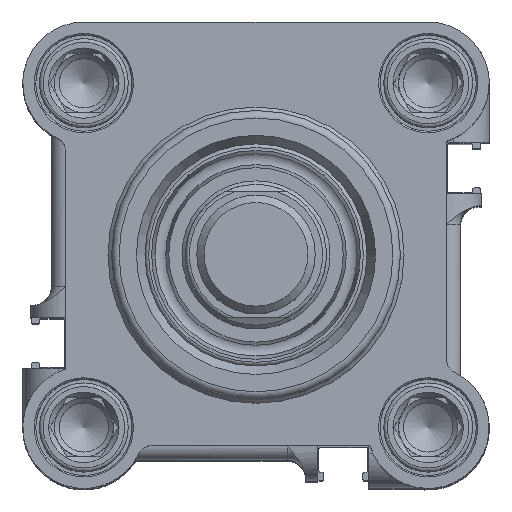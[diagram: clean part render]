
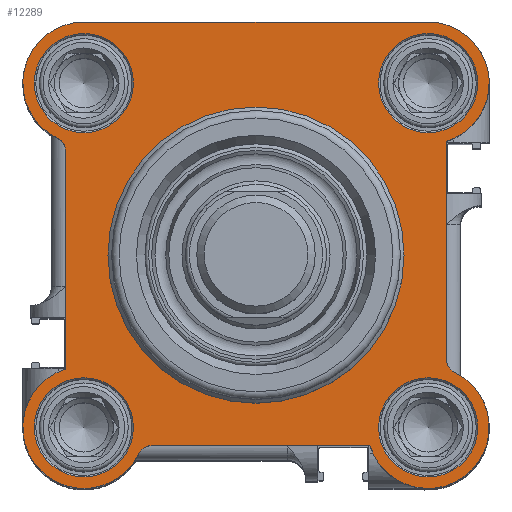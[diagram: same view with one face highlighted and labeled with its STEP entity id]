
A CAD part, top view. The second image highlights one B-rep face of the part: STEP entity #12289.
In plain terms, the highlighted planar face has unit normal (0, 0, 1).
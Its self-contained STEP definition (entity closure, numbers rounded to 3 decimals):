
#484=FACE_BOUND('',#2633,.T.);
#485=FACE_BOUND('',#2634,.T.);
#486=FACE_BOUND('',#2635,.T.);
#487=FACE_BOUND('',#2636,.T.);
#488=FACE_BOUND('',#2637,.T.);
#1000=PLANE('',#13464);
#1557=FACE_OUTER_BOUND('',#2632,.T.);
#2632=EDGE_LOOP('',(#9502,#9503,#9504,#9505,#9506,#9507,#9508,#9509,#9510,
#9511,#9512));
#2633=EDGE_LOOP('',(#9513));
#2634=EDGE_LOOP('',(#9514));
#2635=EDGE_LOOP('',(#9515));
#2636=EDGE_LOOP('',(#9516));
#2637=EDGE_LOOP('',(#9517));
#3822=LINE('',#20234,#4486);
#3826=LINE('',#20241,#4490);
#3840=LINE('',#20290,#4504);
#3841=LINE('',#20293,#4505);
#4486=VECTOR('',#15826,29.389);
#4490=VECTOR('',#15832,29.389);
#4504=VECTOR('',#15878,29.389);
#4505=VECTOR('',#15881,46.5);
#5212=CIRCLE('',#13438,2.);
#5213=CIRCLE('',#13440,8.25);
#5215=CIRCLE('',#13443,2.);
#5216=CIRCLE('',#13445,8.25);
#5226=CIRCLE('',#13465,8.25);
#5227=CIRCLE('',#13466,2.);
#5228=CIRCLE('',#13467,8.25);
#5229=CIRCLE('',#13468,6.7);
#5230=CIRCLE('',#13469,6.7);
#5231=CIRCLE('',#13470,6.7);
#5232=CIRCLE('',#13471,6.7);
#5233=CIRCLE('',#13472,20.);
#6123=VERTEX_POINT('',#20198);
#6124=VERTEX_POINT('',#20200);
#6125=VERTEX_POINT('',#20204);
#6128=VERTEX_POINT('',#20212);
#6129=VERTEX_POINT('',#20214);
#6130=VERTEX_POINT('',#20218);
#6135=VERTEX_POINT('',#20239);
#6152=VERTEX_POINT('',#20285);
#6153=VERTEX_POINT('',#20287);
#6154=VERTEX_POINT('',#20289);
#6155=VERTEX_POINT('',#20291);
#6156=VERTEX_POINT('',#20294);
#6157=VERTEX_POINT('',#20296);
#6158=VERTEX_POINT('',#20298);
#6159=VERTEX_POINT('',#20300);
#6160=VERTEX_POINT('',#20302);
#7411=EDGE_CURVE('',#6123,#6124,#5212,.T.);
#7413=EDGE_CURVE('',#6124,#6125,#5213,.T.);
#7418=EDGE_CURVE('',#6128,#6129,#5215,.T.);
#7420=EDGE_CURVE('',#6130,#6129,#5216,.T.);
#7429=EDGE_CURVE('',#6123,#6130,#3822,.T.);
#7433=EDGE_CURVE('',#6128,#6135,#3826,.T.);
#7455=EDGE_CURVE('',#6135,#6152,#5226,.T.);
#7456=EDGE_CURVE('',#6153,#6152,#5227,.T.);
#7457=EDGE_CURVE('',#6153,#6154,#3840,.T.);
#7458=EDGE_CURVE('',#6154,#6155,#5228,.T.);
#7459=EDGE_CURVE('',#6125,#6155,#3841,.T.);
#7460=EDGE_CURVE('',#6156,#6156,#5229,.T.);
#7461=EDGE_CURVE('',#6157,#6157,#5230,.T.);
#7462=EDGE_CURVE('',#6158,#6158,#5231,.T.);
#7463=EDGE_CURVE('',#6159,#6159,#5232,.T.);
#7464=EDGE_CURVE('',#6160,#6160,#5233,.T.);
#9502=ORIENTED_EDGE('',*,*,#7420,.T.);
#9503=ORIENTED_EDGE('',*,*,#7418,.F.);
#9504=ORIENTED_EDGE('',*,*,#7433,.T.);
#9505=ORIENTED_EDGE('',*,*,#7455,.T.);
#9506=ORIENTED_EDGE('',*,*,#7456,.F.);
#9507=ORIENTED_EDGE('',*,*,#7457,.T.);
#9508=ORIENTED_EDGE('',*,*,#7458,.T.);
#9509=ORIENTED_EDGE('',*,*,#7459,.F.);
#9510=ORIENTED_EDGE('',*,*,#7413,.F.);
#9511=ORIENTED_EDGE('',*,*,#7411,.F.);
#9512=ORIENTED_EDGE('',*,*,#7429,.T.);
#9513=ORIENTED_EDGE('',*,*,#7460,.F.);
#9514=ORIENTED_EDGE('',*,*,#7461,.F.);
#9515=ORIENTED_EDGE('',*,*,#7462,.F.);
#9516=ORIENTED_EDGE('',*,*,#7463,.F.);
#9517=ORIENTED_EDGE('',*,*,#7464,.T.);
#12289=ADVANCED_FACE('',(#1557,#484,#485,#486,#487,#488),#1000,.F.);
#13438=AXIS2_PLACEMENT_3D('',#20201,#15790,#15791);
#13440=AXIS2_PLACEMENT_3D('',#20205,#15795,#15796);
#13443=AXIS2_PLACEMENT_3D('',#20215,#15804,#15805);
#13445=AXIS2_PLACEMENT_3D('',#20219,#15809,#15810);
#13464=AXIS2_PLACEMENT_3D('',#20284,#15872,#15873);
#13465=AXIS2_PLACEMENT_3D('',#20286,#15874,#15875);
#13466=AXIS2_PLACEMENT_3D('',#20288,#15876,#15877);
#13467=AXIS2_PLACEMENT_3D('',#20292,#15879,#15880);
#13468=AXIS2_PLACEMENT_3D('',#20295,#15882,#15883);
#13469=AXIS2_PLACEMENT_3D('',#20297,#15884,#15885);
#13470=AXIS2_PLACEMENT_3D('',#20299,#15886,#15887);
#13471=AXIS2_PLACEMENT_3D('',#20301,#15888,#15889);
#13472=AXIS2_PLACEMENT_3D('',#20303,#15890,#15891);
#15790=DIRECTION('center_axis',(0.,0.,1.));
#15791=DIRECTION('ref_axis',(0.847,0.532,0.));
#15795=DIRECTION('center_axis',(0.,0.,-1.));
#15796=DIRECTION('ref_axis',(-0.707,0.707,0.));
#15804=DIRECTION('center_axis',(0.,0.,1.));
#15805=DIRECTION('ref_axis',(-0.532,0.847,0.));
#15809=DIRECTION('center_axis',(0.,0.,1.));
#15810=DIRECTION('ref_axis',(0.297,-0.955,0.));
#15826=DIRECTION('',(0.,-1.,0.));
#15832=DIRECTION('',(1.,0.,0.));
#15872=DIRECTION('center_axis',(0.,0.,-1.));
#15873=DIRECTION('ref_axis',(1.,0.,0.));
#15874=DIRECTION('center_axis',(0.,0.,1.));
#15875=DIRECTION('ref_axis',(0.955,0.297,0.));
#15876=DIRECTION('center_axis',(0.,0.,1.));
#15877=DIRECTION('ref_axis',(-0.847,-0.532,0.));
#15878=DIRECTION('',(0.,1.,0.));
#15879=DIRECTION('center_axis',(0.,0.,1.));
#15880=DIRECTION('ref_axis',(-0.297,0.955,0.));
#15881=DIRECTION('',(1.,0.,0.));
#15882=DIRECTION('center_axis',(0.,0.,1.));
#15883=DIRECTION('ref_axis',(1.,0.,0.));
#15884=DIRECTION('center_axis',(0.,0.,1.));
#15885=DIRECTION('ref_axis',(1.,0.,0.));
#15886=DIRECTION('center_axis',(0.,0.,1.));
#15887=DIRECTION('ref_axis',(1.,0.,0.));
#15888=DIRECTION('center_axis',(0.,0.,1.));
#15889=DIRECTION('ref_axis',(1.,0.,0.));
#15890=DIRECTION('center_axis',(0.,0.,-1.));
#15891=DIRECTION('ref_axis',(1.,0.,0.));
#20198=CARTESIAN_POINT('',(-25.7,14.114,109.625));
#20200=CARTESIAN_POINT('',(-26.832,15.915,109.625));
#20201=CARTESIAN_POINT('Origin',(-27.7,14.114,109.625));
#20204=CARTESIAN_POINT('',(-23.25,31.597,109.625));
#20205=CARTESIAN_POINT('Origin',(-23.25,23.347,109.625));
#20212=CARTESIAN_POINT('',(-14.016,-25.603,109.625));
#20214=CARTESIAN_POINT('',(-15.818,-26.734,109.625));
#20215=CARTESIAN_POINT('Origin',(-14.016,-27.603,109.625));
#20218=CARTESIAN_POINT('',(-25.7,-15.275,109.625));
#20219=CARTESIAN_POINT('Origin',(-23.25,-23.153,109.625));
#20234=CARTESIAN_POINT('',(-25.7,-7.589,109.625));
#20239=CARTESIAN_POINT('',(15.372,-25.603,109.625));
#20241=CARTESIAN_POINT('',(7.686,-25.603,109.625));
#20284=CARTESIAN_POINT('Origin',(0.,0.097,
109.625));
#20285=CARTESIAN_POINT('',(26.832,-15.721,109.625));
#20286=CARTESIAN_POINT('Origin',(23.25,-23.153,109.625));
#20287=CARTESIAN_POINT('',(25.7,-13.919,109.625));
#20288=CARTESIAN_POINT('Origin',(27.7,-13.919,109.625));
#20289=CARTESIAN_POINT('',(25.7,15.47,109.625));
#20290=CARTESIAN_POINT('',(25.7,7.784,109.625));
#20291=CARTESIAN_POINT('',(23.25,31.597,109.625));
#20292=CARTESIAN_POINT('Origin',(23.25,23.347,109.625));
#20293=CARTESIAN_POINT('',(-31.5,31.597,109.625));
#20294=CARTESIAN_POINT('',(-29.95,-23.153,109.625));
#20295=CARTESIAN_POINT('Origin',(-23.25,-23.153,109.625));
#20296=CARTESIAN_POINT('',(16.55,23.347,109.625));
#20297=CARTESIAN_POINT('Origin',(23.25,23.347,109.625));
#20298=CARTESIAN_POINT('',(-29.95,23.347,109.625));
#20299=CARTESIAN_POINT('Origin',(-23.25,23.347,109.625));
#20300=CARTESIAN_POINT('',(16.55,-23.153,109.625));
#20301=CARTESIAN_POINT('Origin',(23.25,-23.153,109.625));
#20302=CARTESIAN_POINT('',(-20.,0.097,109.625));
#20303=CARTESIAN_POINT('Origin',(0.,0.097,
109.625));
